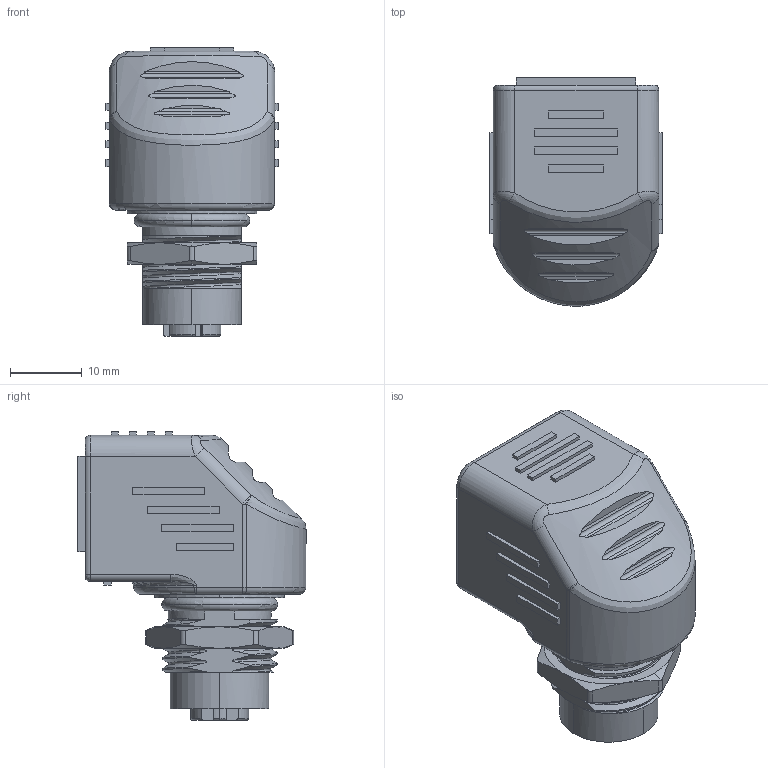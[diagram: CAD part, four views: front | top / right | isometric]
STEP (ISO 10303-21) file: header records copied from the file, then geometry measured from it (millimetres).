
FILE_DESCRIPTION(('CATIA V5 STEP Exchange','CAx-IF Rec.Pracs.--- Model Styling and Organization---1.5--- 2016-08-15','CAx-IF Rec.Pracs.---Supplemental Geometry---1.0---2011-11-01','CAx-IF Rec.Pracs.--- Composite Materials ---1.1---2010-07-15'),'2;1');
FILE_NAME ('032872-3_2', '2025-01-09T06:42:43+00:00', ('none'), ('Weidmueller'), 'CATIA Version 5-6 Release 2022 SP4 HF5', 'CATIA V5 STEP AP214 v3', 'none');
FILE_SCHEMA(('AUTOMOTIVE_DESIGN { 1 0 10303 214 1 1 1 1 }'));
Length unit declared in the file: millimetre
Products named in the file (1): 8901630000
Bounding box: 24 x 31.7 x 40.1 mm (x, y, z)
Volume: 14074.7 mm3; surface area: 6247.2 mm2
Topology: 1 solids, 2 shells, 374 faces, 1004 edges, 647 vertices
Faces by surface type: plane 142, cylinder 99, bspline 80, cone 29, torus 20, sphere 4
Entity records: 24647 total; most frequent: CARTESIAN_POINT 16549, ORIENTED_EDGE 2000, DIRECTION 1066, EDGE_CURVE 1000, VERTEX_POINT 647, B_SPLINE_CURVE_WITH_KNOTS 438, VECTOR 417, LINE 417
